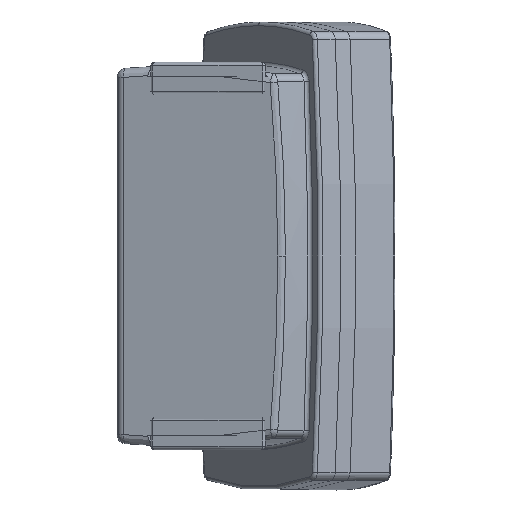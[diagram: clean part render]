
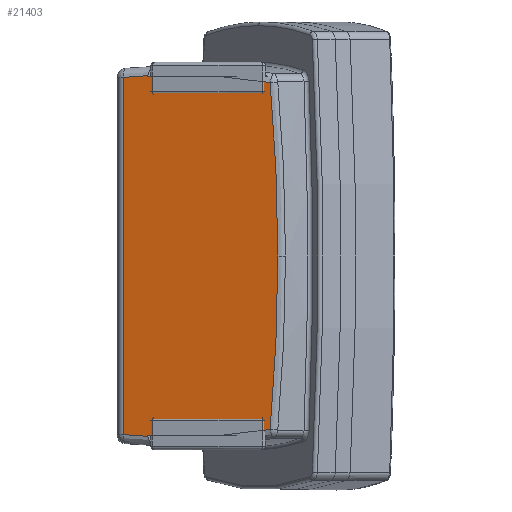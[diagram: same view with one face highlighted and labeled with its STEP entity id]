
A CAD part, front view. The second image highlights one B-rep face of the part: STEP entity #21403.
In plain terms, the highlighted planar face has unit normal (-0.256, -0.967, 0).
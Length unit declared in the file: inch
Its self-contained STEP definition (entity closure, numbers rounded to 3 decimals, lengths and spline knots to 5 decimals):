
#387 = VERTEX_POINT ( 'NONE', #9794 ) ;
#1223 = VERTEX_POINT ( 'NONE', #14100 ) ;
#1244 = CARTESIAN_POINT ( 'NONE',  ( -1.91714, -0.08451, 6.25 ) ) ;
#1640 = EDGE_CURVE ( 'NONE', #15133, #12783, #27161, .T. ) ;
#2028 = EDGE_CURVE ( 'NONE', #34809, #1223, #26160, .T. ) ;
#2264 = CARTESIAN_POINT ( 'NONE',  ( -1.91714, -0.08451, 5.51557 ) ) ;
#3735 = CARTESIAN_POINT ( 'NONE',  ( -0.8956, -0.35538, 0.6 ) ) ;
#4000 = EDGE_CURVE ( 'NONE', #21925, #23095, #29542, .T. ) ;
#4228 = CARTESIAN_POINT ( 'NONE',  ( -0.46104, -0.4706, 0.64343 ) ) ;
#4543 = CARTESIAN_POINT ( 'NONE',  ( -2.24649, 0.00282, 5.49276 ) ) ;
#4561 = CARTESIAN_POINT ( 'NONE',  ( -0.67762, -0.41318, 5.48273 ) ) ;
#4604 = VECTOR ( 'NONE', #27897, 39.37008 ) ;
#5217 = ORIENTED_EDGE ( 'NONE', *, *, #5616, .T. ) ;
#5616 = EDGE_CURVE ( 'NONE', #33485, #27649, #28302, .T. ) ;
#5672 = ORIENTED_EDGE ( 'NONE', *, *, #34134, .T. ) ;
#6514 = CARTESIAN_POINT ( 'NONE',  ( -0.67762, -0.41318, 0.61727 ) ) ;
#7196 = CARTESIAN_POINT ( 'NONE',  ( -2.02716, -0.05534, 0.58977 ) ) ;
#7216 = FACE_OUTER_BOUND ( 'NONE', #28319, .T. ) ;
#7403 = CARTESIAN_POINT ( 'NONE',  ( -0.46104, -0.4706, 5.45657 ) ) ;
#7442 = CARTESIAN_POINT ( 'NONE',  ( -0.14107, -0.55544, 3.84135 ) ) ;
#7744 =( BOUNDED_CURVE ( )  B_SPLINE_CURVE ( 3, ( #2264, #37049, #21767, #4543 ),
 .UNSPECIFIED., .F., .T. ) 
 B_SPLINE_CURVE_WITH_KNOTS ( ( 4, 4 ),
 ( 1.63166, 1.68338 ),
 .UNSPECIFIED. ) 
 CURVE ( )  GEOMETRIC_REPRESENTATION_ITEM ( )  RATIONAL_B_SPLINE_CURVE ( ( 1., 1., 1., 1. ) ) 
 REPRESENTATION_ITEM ( '' )  );
#8188 = EDGE_CURVE ( 'NONE', #15133, #387, #7744, .T. ) ;
#9306 = DIRECTION ( 'NONE',  ( 0., 0., 1. ) ) ;
#9794 = CARTESIAN_POINT ( 'NONE',  ( -2.24649, 0.00282, 5.49276 ) ) ;
#10318 = CARTESIAN_POINT ( 'NONE',  ( -0.24643, -0.52751, 0.67842 ) ) ;
#10346 = VECTOR ( 'NONE', #10810, 39.37008 ) ;
#10627 = LINE ( 'NONE', #22148, #13385 ) ;
#10658 = VECTOR ( 'NONE', #36430, 39.37008 ) ;
#10740 =( BOUNDED_CURVE ( )  B_SPLINE_CURVE ( 3, ( #23921, #6514, #4228, #18042 ),
 .UNSPECIFIED., .F., .F. ) 
 B_SPLINE_CURVE_WITH_KNOTS ( ( 4, 4 ),
 ( 4.81152, 4.91428 ),
 .UNSPECIFIED. ) 
 CURVE ( )  GEOMETRIC_REPRESENTATION_ITEM ( )  RATIONAL_B_SPLINE_CURVE ( ( 1., 0.999, 0.999, 1. ) ) 
 REPRESENTATION_ITEM ( '' )  );
#10804 = CARTESIAN_POINT ( 'NONE',  ( -2.35652, 0.03199, 6.25 ) ) ;
#10810 = DIRECTION ( 'NONE',  ( -0.967, 0.256, 0. ) ) ;
#11442 = CARTESIAN_POINT ( 'NONE',  ( -0.8956, -0.35538, 5.5 ) ) ;
#12783 = VERTEX_POINT ( 'NONE', #26924 ) ;
#13086 =( BOUNDED_CURVE ( )  B_SPLINE_CURVE ( 3, ( #33360, #7442, #27504, #18975 ),
 .UNSPECIFIED., .F., .T. ) 
 B_SPLINE_CURVE_WITH_KNOTS ( ( 4, 4 ),
 ( 0., 0.07074 ),
 .UNSPECIFIED. ) 
 CURVE ( )  GEOMETRIC_REPRESENTATION_ITEM ( )  RATIONAL_B_SPLINE_CURVE ( ( 1., 1., 1., 1. ) ) 
 REPRESENTATION_ITEM ( '' )  );
#13298 = DIRECTION ( 'NONE',  ( 0.256, 0.967, 0. ) ) ;
#13385 = VECTOR ( 'NONE', #33695, 39.37008 ) ;
#13810 = ORIENTED_EDGE ( 'NONE', *, *, #16464, .T. ) ;
#14100 = CARTESIAN_POINT ( 'NONE',  ( -1.91714, -0.08451, 0.6 ) ) ;
#14455 = EDGE_CURVE ( 'NONE', #23095, #33485, #13086, .T. ) ;
#14677 = CARTESIAN_POINT ( 'NONE',  ( -1.91714, -0.08451, 5.51557 ) ) ;
#15133 = VERTEX_POINT ( 'NONE', #14677 ) ;
#16281 = CARTESIAN_POINT ( 'NONE',  ( -2.24649, 0.00282, 0.60724 ) ) ;
#16464 = EDGE_CURVE ( 'NONE', #34902, #34809, #28087, .T. ) ;
#17214 = ORIENTED_EDGE ( 'NONE', *, *, #26978, .F. ) ;
#17355 = CARTESIAN_POINT ( 'NONE',  ( -2.24649, 0.00282, 0.60724 ) ) ;
#18042 = CARTESIAN_POINT ( 'NONE',  ( -0.24643, -0.52751, 0.67842 ) ) ;
#18975 = CARTESIAN_POINT ( 'NONE',  ( -0.24643, -0.52751, 5.42158 ) ) ;
#19051 = CARTESIAN_POINT ( 'NONE',  ( -2.24649, 0.00282, 6.25 ) ) ;
#20379 = CARTESIAN_POINT ( 'NONE',  ( -1.91714, -0.08451, 0.58443 ) ) ;
#21403 = ADVANCED_FACE ( 'NONE', ( #7216 ), #33124, .F. ) ;
#21767 = CARTESIAN_POINT ( 'NONE',  ( -2.13696, -0.02622, 5.50262 ) ) ;
#21925 = VERTEX_POINT ( 'NONE', #10318 ) ;
#22148 = CARTESIAN_POINT ( 'NONE',  ( -2.35652, 0.03199, 5.5 ) ) ;
#23095 = VERTEX_POINT ( 'NONE', #30843 ) ;
#23921 = CARTESIAN_POINT ( 'NONE',  ( -0.8956, -0.35538, 0.6 ) ) ;
#26160 = LINE ( 'NONE', #26338, #35428 ) ;
#26250 = VERTEX_POINT ( 'NONE', #3735 ) ;
#26338 = CARTESIAN_POINT ( 'NONE',  ( -1.91714, -0.08451, 6.25 ) ) ;
#26924 = CARTESIAN_POINT ( 'NONE',  ( -1.91714, -0.08451, 5.5 ) ) ;
#26978 = EDGE_CURVE ( 'NONE', #26250, #1223, #28598, .T. ) ;
#27090 = EDGE_CURVE ( 'NONE', #12783, #27649, #10627, .T. ) ;
#27092 = CARTESIAN_POINT ( 'NONE',  ( -0.24643, -0.52751, 5.42158 ) ) ;
#27161 = LINE ( 'NONE', #1244, #4604 ) ;
#27504 = CARTESIAN_POINT ( 'NONE',  ( -0.1762, -0.54613, 4.63221 ) ) ;
#27649 = VERTEX_POINT ( 'NONE', #11442 ) ;
#27748 = LINE ( 'NONE', #19051, #10658 ) ;
#27835 = CARTESIAN_POINT ( 'NONE',  ( -2.35652, 0.03199, 0.6 ) ) ;
#27897 = DIRECTION ( 'NONE',  ( 0., 0., -1. ) ) ;
#28087 =( BOUNDED_CURVE ( )  B_SPLINE_CURVE ( 3, ( #16281, #30477, #7196, #32921 ),
 .UNSPECIFIED., .F., .F. ) 
 B_SPLINE_CURVE_WITH_KNOTS ( ( 4, 4 ),
 ( 4.5998, 4.65152 ),
 .UNSPECIFIED. ) 
 CURVE ( )  GEOMETRIC_REPRESENTATION_ITEM ( )  RATIONAL_B_SPLINE_CURVE ( ( 1., 1., 1., 1. ) ) 
 REPRESENTATION_ITEM ( '' )  );
#28217 = ORIENTED_EDGE ( 'NONE', *, *, #37409, .T. ) ;
#28302 =( BOUNDED_CURVE ( )  B_SPLINE_CURVE ( 3, ( #27092, #7403, #4561, #33513 ),
 .UNSPECIFIED., .F., .F. ) 
 B_SPLINE_CURVE_WITH_KNOTS ( ( 4, 4 ),
 ( 1.36891, 1.47167 ),
 .UNSPECIFIED. ) 
 CURVE ( )  GEOMETRIC_REPRESENTATION_ITEM ( )  RATIONAL_B_SPLINE_CURVE ( ( 1., 0.999, 0.999, 1. ) ) 
 REPRESENTATION_ITEM ( '' )  );
#28319 = EDGE_LOOP ( 'NONE', ( #28465, #34487, #5672, #13810, #28893, #17214, #28217, #31942, #30842, #5217, #34986 ) ) ;
#28465 = ORIENTED_EDGE ( 'NONE', *, *, #1640, .F. ) ;
#28598 = LINE ( 'NONE', #27835, #10346 ) ;
#28893 = ORIENTED_EDGE ( 'NONE', *, *, #2028, .T. ) ;
#29542 =( BOUNDED_CURVE ( )  B_SPLINE_CURVE ( 3, ( #30256, #36442, #33632, #36630 ),
 .UNSPECIFIED., .F., .F. ) 
 B_SPLINE_CURVE_WITH_KNOTS ( ( 4, 4 ),
 ( 6.21244, 6.28319 ),
 .UNSPECIFIED. ) 
 CURVE ( )  GEOMETRIC_REPRESENTATION_ITEM ( )  RATIONAL_B_SPLINE_CURVE ( ( 1., 1., 1., 1. ) ) 
 REPRESENTATION_ITEM ( '' )  );
#30256 = CARTESIAN_POINT ( 'NONE',  ( -0.24643, -0.52751, 0.67842 ) ) ;
#30317 = DIRECTION ( 'NONE',  ( 0.967, -0.256, 0. ) ) ;
#30477 = CARTESIAN_POINT ( 'NONE',  ( -2.13696, -0.02622, 0.59738 ) ) ;
#30842 = ORIENTED_EDGE ( 'NONE', *, *, #14455, .T. ) ;
#30843 = CARTESIAN_POINT ( 'NONE',  ( -0.14107, -0.55544, 3.05 ) ) ;
#31942 = ORIENTED_EDGE ( 'NONE', *, *, #4000, .T. ) ;
#32921 = CARTESIAN_POINT ( 'NONE',  ( -1.91714, -0.08451, 0.58443 ) ) ;
#33124 = PLANE ( 'NONE',  #35430 ) ;
#33360 = CARTESIAN_POINT ( 'NONE',  ( -0.14107, -0.55544, 3.05 ) ) ;
#33485 = VERTEX_POINT ( 'NONE', #37268 ) ;
#33513 = CARTESIAN_POINT ( 'NONE',  ( -0.8956, -0.35538, 5.5 ) ) ;
#33632 = CARTESIAN_POINT ( 'NONE',  ( -0.14107, -0.55544, 2.25865 ) ) ;
#33695 = DIRECTION ( 'NONE',  ( 0.967, -0.256, 0. ) ) ;
#34134 = EDGE_CURVE ( 'NONE', #387, #34902, #27748, .T. ) ;
#34487 = ORIENTED_EDGE ( 'NONE', *, *, #8188, .T. ) ;
#34809 = VERTEX_POINT ( 'NONE', #20379 ) ;
#34902 = VERTEX_POINT ( 'NONE', #17355 ) ;
#34986 = ORIENTED_EDGE ( 'NONE', *, *, #27090, .F. ) ;
#35428 = VECTOR ( 'NONE', #9306, 39.37008 ) ;
#35430 = AXIS2_PLACEMENT_3D ( 'NONE', #10804, #13298, #30317 ) ;
#36430 = DIRECTION ( 'NONE',  ( 0., 0., -1. ) ) ;
#36442 = CARTESIAN_POINT ( 'NONE',  ( -0.1762, -0.54613, 1.46779 ) ) ;
#36630 = CARTESIAN_POINT ( 'NONE',  ( -0.14107, -0.55544, 3.05 ) ) ;
#37049 = CARTESIAN_POINT ( 'NONE',  ( -2.02716, -0.05534, 5.51023 ) ) ;
#37268 = CARTESIAN_POINT ( 'NONE',  ( -0.24643, -0.52751, 5.42158 ) ) ;
#37409 = EDGE_CURVE ( 'NONE', #26250, #21925, #10740, .T. ) ;
